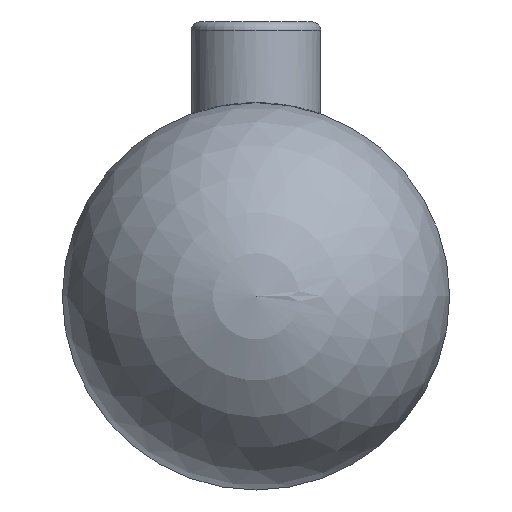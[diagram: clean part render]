
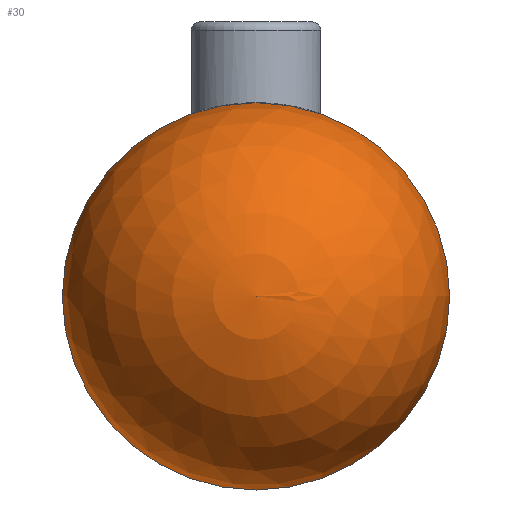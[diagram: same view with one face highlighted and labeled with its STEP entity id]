
A CAD part, front view. The second image highlights one B-rep face of the part: STEP entity #30.
In plain terms, the highlighted spherical face has radius 6 mm.
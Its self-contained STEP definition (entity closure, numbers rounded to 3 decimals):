
#8 = EDGE_CURVE ( 'NONE', #261, #254, #171, .T. ) ;
#16 = EDGE_CURVE ( 'NONE', #254, #261, #140, .T. ) ;
#30 = ADVANCED_FACE ( 'NONE', ( #402 ), #387, .T. ) ;
#67 = CARTESIAN_POINT ( 'NONE',  ( 0., 6., 0. ) ) ;
#68 = DIRECTION ( 'NONE',  ( 0., 1., 0. ) ) ;
#74 = DIRECTION ( 'NONE',  ( 0., 0., -1. ) ) ;
#140 = CIRCLE ( 'NONE', #170, 6. ) ;
#152 = AXIS2_PLACEMENT_3D ( 'NONE', #388, #376, #391 ) ;
#159 = AXIS2_PLACEMENT_3D ( 'NONE', #67, #68, #74 ) ;
#170 = AXIS2_PLACEMENT_3D ( 'NONE', #422, #421, #423 ) ;
#171 = CIRCLE ( 'NONE', #159, 6. ) ;
#230 = ORIENTED_EDGE ( 'NONE', *, *, #16, .F. ) ;
#248 = EDGE_LOOP ( 'NONE', ( #230, #319 ) ) ;
#254 = VERTEX_POINT ( 'NONE', #365 ) ;
#261 = VERTEX_POINT ( 'NONE', #404 ) ;
#319 = ORIENTED_EDGE ( 'NONE', *, *, #8, .F. ) ;
#365 = CARTESIAN_POINT ( 'NONE',  ( 0., 6., -6. ) ) ;
#376 = DIRECTION ( 'NONE',  ( 0., 1., 0. ) ) ;
#387 = SPHERICAL_SURFACE ( 'NONE', #152, 6. ) ;
#388 = CARTESIAN_POINT ( 'NONE',  ( 0., 6., 0. ) ) ;
#391 = DIRECTION ( 'NONE',  ( 1., 0., 0. ) ) ;
#402 = FACE_OUTER_BOUND ( 'NONE', #248, .T. ) ;
#404 = CARTESIAN_POINT ( 'NONE',  ( 0., 6., 6. ) ) ;
#421 = DIRECTION ( 'NONE',  ( 0., 1., 0. ) ) ;
#422 = CARTESIAN_POINT ( 'NONE',  ( 0., 6., 0. ) ) ;
#423 = DIRECTION ( 'NONE',  ( 0., 0., -1. ) ) ;
